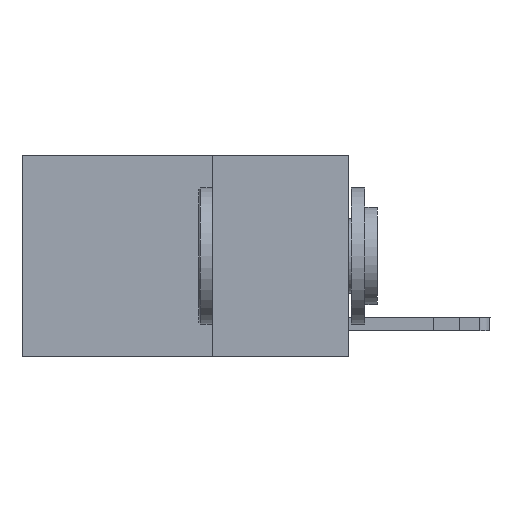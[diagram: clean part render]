
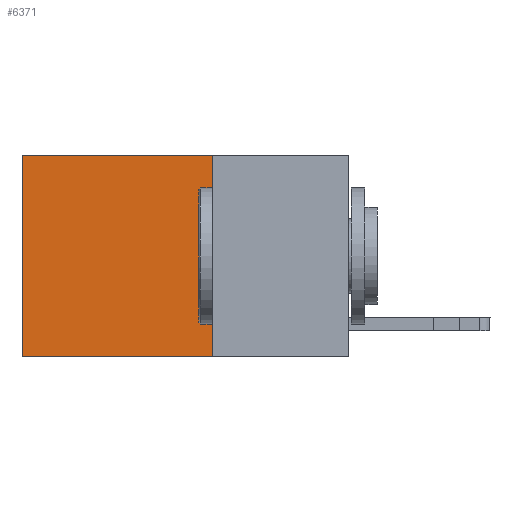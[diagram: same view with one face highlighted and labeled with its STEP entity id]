
A CAD part, left-side view. The second image highlights one B-rep face of the part: STEP entity #6371.
In plain terms, the highlighted planar face has unit normal (-1, 0, 0).
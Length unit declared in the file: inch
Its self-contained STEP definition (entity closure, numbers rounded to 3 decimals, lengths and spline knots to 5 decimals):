
#290 = VECTOR ( 'NONE', #12475, 39.37008 ) ;
#821 = DIRECTION ( 'NONE',  ( 0., 0., -1. ) ) ;
#1189 = FACE_OUTER_BOUND ( 'NONE', #8036, .T. ) ;
#1494 = DIRECTION ( 'NONE',  ( 1., 0., 0. ) ) ;
#1639 = CARTESIAN_POINT ( 'NONE',  ( 0.2625, 0.25, 0. ) ) ;
#1814 = VECTOR ( 'NONE', #2459, 39.37008 ) ;
#1998 = CARTESIAN_POINT ( 'NONE',  ( 0.2625, 0.6, 0. ) ) ;
#2243 = AXIS2_PLACEMENT_3D ( 'NONE', #1639, #1494, #11341 ) ;
#2375 = CARTESIAN_POINT ( 'NONE',  ( 0.2625, 0.25, -0.37 ) ) ;
#2459 = DIRECTION ( 'NONE',  ( 0., 0., -1. ) ) ;
#2783 = VERTEX_POINT ( 'NONE', #8426 ) ;
#3181 = VECTOR ( 'NONE', #821, 39.37008 ) ;
#3220 = LINE ( 'NONE', #2375, #290 ) ;
#3626 = VECTOR ( 'NONE', #8118, 39.37008 ) ;
#3681 = EDGE_CURVE ( 'NONE', #5277, #2783, #8016, .T. ) ;
#3771 = EDGE_CURVE ( 'NONE', #10871, #9943, #7665, .T. ) ;
#5277 = VERTEX_POINT ( 'NONE', #6872 ) ;
#5387 = CARTESIAN_POINT ( 'NONE',  ( 0.2625, 0.6, -0.37 ) ) ;
#6069 = EDGE_CURVE ( 'NONE', #5277, #10871, #13701, .T. ) ;
#6371 = ADVANCED_FACE ( 'NONE', ( #1189 ), #8281, .F. ) ;
#6872 = CARTESIAN_POINT ( 'NONE',  ( 0.2625, 0.25, 0. ) ) ;
#7340 = ORIENTED_EDGE ( 'NONE', *, *, #10913, .F. ) ;
#7665 = LINE ( 'NONE', #1998, #3181 ) ;
#8016 = LINE ( 'NONE', #12483, #1814 ) ;
#8036 = EDGE_LOOP ( 'NONE', ( #11900, #7340, #11929, #9218 ) ) ;
#8118 = DIRECTION ( 'NONE',  ( 0., 1., 0. ) ) ;
#8281 = PLANE ( 'NONE',  #2243 ) ;
#8426 = CARTESIAN_POINT ( 'NONE',  ( 0.2625, 0.25, -0.37 ) ) ;
#9218 = ORIENTED_EDGE ( 'NONE', *, *, #6069, .T. ) ;
#9943 = VERTEX_POINT ( 'NONE', #5387 ) ;
#10098 = CARTESIAN_POINT ( 'NONE',  ( 0.2625, 0.6, 0. ) ) ;
#10871 = VERTEX_POINT ( 'NONE', #10098 ) ;
#10913 = EDGE_CURVE ( 'NONE', #2783, #9943, #3220, .T. ) ;
#11327 = CARTESIAN_POINT ( 'NONE',  ( 0.2625, 0.25, 0. ) ) ;
#11341 = DIRECTION ( 'NONE',  ( 0., 0., -1. ) ) ;
#11900 = ORIENTED_EDGE ( 'NONE', *, *, #3771, .T. ) ;
#11929 = ORIENTED_EDGE ( 'NONE', *, *, #3681, .F. ) ;
#12475 = DIRECTION ( 'NONE',  ( 0., 1., 0. ) ) ;
#12483 = CARTESIAN_POINT ( 'NONE',  ( 0.2625, 0.25, 0. ) ) ;
#13701 = LINE ( 'NONE', #11327, #3626 ) ;
